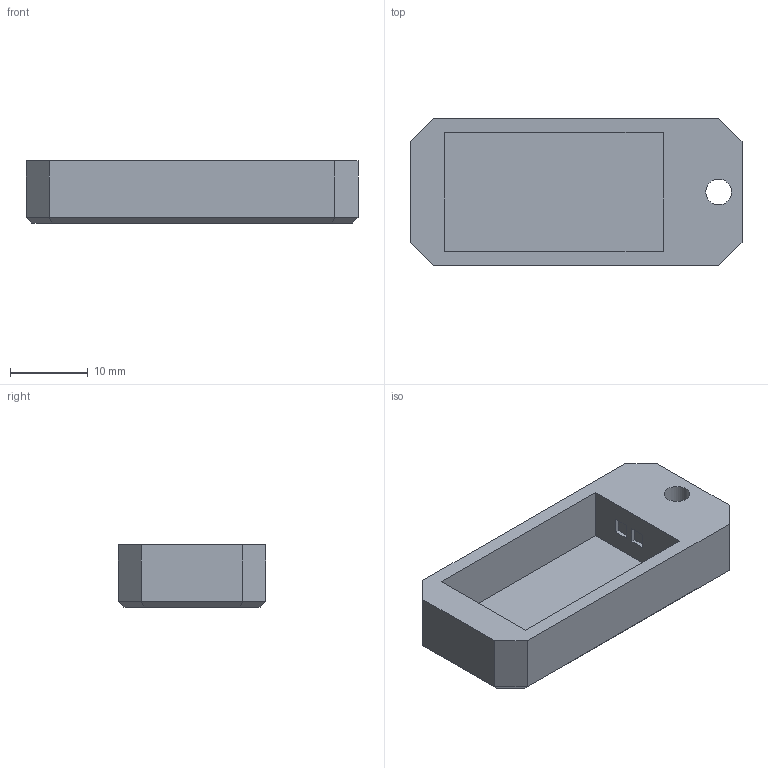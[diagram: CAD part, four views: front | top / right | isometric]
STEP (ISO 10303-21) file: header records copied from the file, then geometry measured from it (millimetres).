
FILE_DESCRIPTION(/* description */ (''),/* implementation_level */ '2;1');
FILE_NAME(/* name */ 'wifi-cover-R2.stp',/* time_stamp */ '2023-07-10T12:29:37+02:00',/* author */ ('Eliáš Knor'),/* organization */ (''),/* preprocessor_version */ 'ST-DEVELOPER v19',/* originating_system */ 'Autodesk Inventor 2023',/* authorisation */ '');
FILE_SCHEMA (('AUTOMOTIVE_DESIGN { 1 0 10303 214 3 1 1 }'));
Length unit declared in the file: millimetre
Products named in the file (1): Wifi cover MK4
Bounding box: 42.7 x 19 x 8 mm (x, y, z)
Volume: 3119.2 mm3; surface area: 3228.1 mm2
Topology: 1 solids, 1 shells, 95 faces, 239 edges, 153 vertices
Faces by surface type: plane 92, cylinder 2, cone 1
Full cylindrical faces by diameter (mm): 3.3 x1
Entity records: 2827 total; most frequent: CARTESIAN_POINT 488, ORIENTED_EDGE 478, DIRECTION 441, EDGE_CURVE 239, LINE 229, VECTOR 229, VERTEX_POINT 153, AXIS2_PLACEMENT_3D 106
